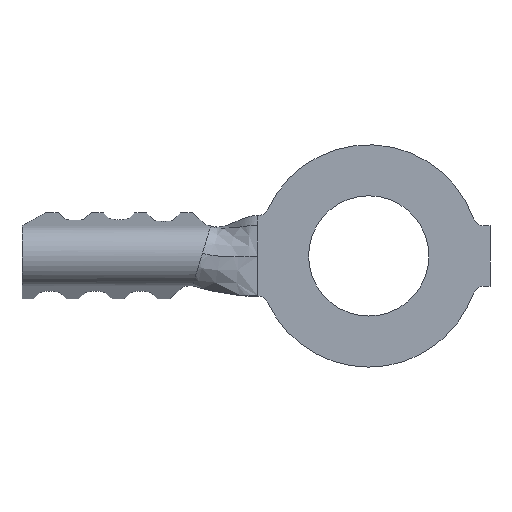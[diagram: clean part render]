
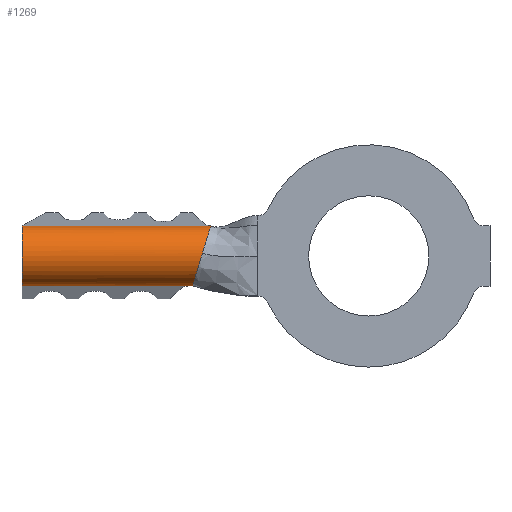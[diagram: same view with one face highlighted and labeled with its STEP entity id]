
A CAD part, front view. The second image highlights one B-rep face of the part: STEP entity #1269.
In plain terms, the highlighted cylindrical face has radius 0.762 mm (diameter 1.524 mm), a partial arc.
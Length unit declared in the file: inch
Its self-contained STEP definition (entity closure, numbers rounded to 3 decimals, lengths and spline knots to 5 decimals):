
#25 = DIRECTION ( 'NONE',  ( 0., 0., -1. ) ) ;
#128 = CARTESIAN_POINT ( 'NONE',  ( -0.16446, 0.00013, 0.0028 ) ) ;
#205 = AXIS2_PLACEMENT_3D ( 'NONE', #1792, #383, #2232 ) ;
#227 = FACE_OUTER_BOUND ( 'NONE', #1588, .T. ) ;
#327 = ORIENTED_EDGE ( 'NONE', *, *, #1546, .F. ) ;
#328 = CARTESIAN_POINT ( 'NONE',  ( -0.16503, 0., 0.00094 ) ) ;
#339 = CARTESIAN_POINT ( 'NONE',  ( -0.16532, 0., 0. ) ) ;
#351 = CARTESIAN_POINT ( 'NONE',  ( -0.343, 0.03, 0. ) ) ;
#383 = DIRECTION ( 'NONE',  ( 1., 0., 0. ) ) ;
#396 = CARTESIAN_POINT ( 'NONE',  ( -0.17432, 0.02431, -0.02946 ) ) ;
#462 = EDGE_CURVE ( 'NONE', #1361, #688, #713, .T. ) ;
#486 = LINE ( 'NONE', #2825, #1756 ) ;
#507 = CARTESIAN_POINT ( 'NONE',  ( -0.16475, 0.00004, 0.00187 ) ) ;
#528 = EDGE_CURVE ( 'NONE', #688, #1342, #2308, .T. ) ;
#566 = EDGE_CURVE ( 'NONE', #1342, #2007, #2841, .T. ) ;
#628 = DIRECTION ( 'NONE',  ( 1., 0., 0. ) ) ;
#688 = VERTEX_POINT ( 'NONE', #128 ) ;
#712 = CYLINDRICAL_SURFACE ( 'NONE', #205, 0.03 ) ;
#713 =( BOUNDED_CURVE ( )  B_SPLINE_CURVE ( 3, ( #1537, #1997, #842, #2423 ),
 .UNSPECIFIED., .F., .F. ) 
 B_SPLINE_CURVE_WITH_KNOTS ( ( 4, 4 ),
 ( 0., 1. ),
 .UNSPECIFIED. ) 
 CURVE ( )  GEOMETRIC_REPRESENTATION_ITEM ( )  RATIONAL_B_SPLINE_CURVE ( ( 1., 0.868, 0.868, 1. ) ) 
 REPRESENTATION_ITEM ( '' )  );
#824 = CARTESIAN_POINT ( 'NONE',  ( -0.17342, 0.00957, -0.02651 ) ) ;
#842 = CARTESIAN_POINT ( 'NONE',  ( -0.16027, 0.00141, 0.0165 ) ) ;
#1063 = CARTESIAN_POINT ( 'NONE',  ( -0.16991, 0., -0.01504 ) ) ;
#1147 = VECTOR ( 'NONE', #628, 39.37008 ) ;
#1206 = LINE ( 'NONE', #2456, #1147 ) ;
#1269 = ADVANCED_FACE ( 'NONE', ( #227 ), #712, .T. ) ;
#1304 = ORIENTED_EDGE ( 'NONE', *, *, #566, .F. ) ;
#1307 = CARTESIAN_POINT ( 'NONE',  ( -0.343, 0.02412, 0.02942 ) ) ;
#1342 = VERTEX_POINT ( 'NONE', #1583 ) ;
#1349 = ORIENTED_EDGE ( 'NONE', *, *, #462, .F. ) ;
#1361 = VERTEX_POINT ( 'NONE', #2250 ) ;
#1381 = EDGE_CURVE ( 'NONE', #2271, #2007, #1206, .T. ) ;
#1537 = CARTESIAN_POINT ( 'NONE',  ( -0.15632, 0.02412, 0.02942 ) ) ;
#1546 = EDGE_CURVE ( 'NONE', #2703, #1361, #486, .T. ) ;
#1583 = CARTESIAN_POINT ( 'NONE',  ( -0.16532, 0., 0. ) ) ;
#1588 = EDGE_LOOP ( 'NONE', ( #2411, #1304, #2376, #1349, #327, #1894 ) ) ;
#1589 = EDGE_CURVE ( 'NONE', #2703, #2271, #1604, .T. ) ;
#1604 = CIRCLE ( 'NONE', #2095, 0.03 ) ;
#1756 = VECTOR ( 'NONE', #2163, 39.37008 ) ;
#1792 = CARTESIAN_POINT ( 'NONE',  ( -0.343, 0.03, 0. ) ) ;
#1894 = ORIENTED_EDGE ( 'NONE', *, *, #1589, .T. ) ;
#1965 = CARTESIAN_POINT ( 'NONE',  ( -0.16532, 0., 0. ) ) ;
#1995 = DIRECTION ( 'NONE',  ( 1., 0., 0. ) ) ;
#1997 = CARTESIAN_POINT ( 'NONE',  ( -0.15715, 0.01062, 0.02672 ) ) ;
#2007 = VERTEX_POINT ( 'NONE', #396 ) ;
#2095 = AXIS2_PLACEMENT_3D ( 'NONE', #351, #1995, #25 ) ;
#2163 = DIRECTION ( 'NONE',  ( 1., 0., 0. ) ) ;
#2232 = DIRECTION ( 'NONE',  ( 0., 0., -1. ) ) ;
#2250 = CARTESIAN_POINT ( 'NONE',  ( -0.15632, 0.02412, 0.02942 ) ) ;
#2271 = VERTEX_POINT ( 'NONE', #2753 ) ;
#2308 =( BOUNDED_CURVE ( )  B_SPLINE_CURVE ( 3, ( #2336, #507, #328, #1965 ),
 .UNSPECIFIED., .F., .F. ) 
 B_SPLINE_CURVE_WITH_KNOTS ( ( 4, 4 ),
 ( 0., 1. ),
 .UNSPECIFIED. ) 
 CURVE ( )  GEOMETRIC_REPRESENTATION_ITEM ( )  RATIONAL_B_SPLINE_CURVE ( ( 1., 0.988, 0.977, 0.967 ) ) 
 REPRESENTATION_ITEM ( '' )  );
#2336 = CARTESIAN_POINT ( 'NONE',  ( -0.16446, 0.00013, 0.0028 ) ) ;
#2376 = ORIENTED_EDGE ( 'NONE', *, *, #528, .F. ) ;
#2400 = CARTESIAN_POINT ( 'NONE',  ( -0.17432, 0.02431, -0.02946 ) ) ;
#2411 = ORIENTED_EDGE ( 'NONE', *, *, #1381, .T. ) ;
#2423 = CARTESIAN_POINT ( 'NONE',  ( -0.16446, 0.00013, 0.0028 ) ) ;
#2456 = CARTESIAN_POINT ( 'NONE',  ( -0.343, 0.02412, -0.02942 ) ) ;
#2703 = VERTEX_POINT ( 'NONE', #1307 ) ;
#2753 = CARTESIAN_POINT ( 'NONE',  ( -0.343, 0.02412, -0.02942 ) ) ;
#2825 = CARTESIAN_POINT ( 'NONE',  ( -0.343, 0.02412, 0.02942 ) ) ;
#2841 =( BOUNDED_CURVE ( )  B_SPLINE_CURVE ( 3, ( #339, #1063, #824, #2400 ),
 .UNSPECIFIED., .F., .F. ) 
 B_SPLINE_CURVE_WITH_KNOTS ( ( 4, 4 ),
 ( 0., 1. ),
 .UNSPECIFIED. ) 
 CURVE ( )  GEOMETRIC_REPRESENTATION_ITEM ( )  RATIONAL_B_SPLINE_CURVE ( ( 0.967, 0.829, 0.84, 1. ) ) 
 REPRESENTATION_ITEM ( '' )  );
